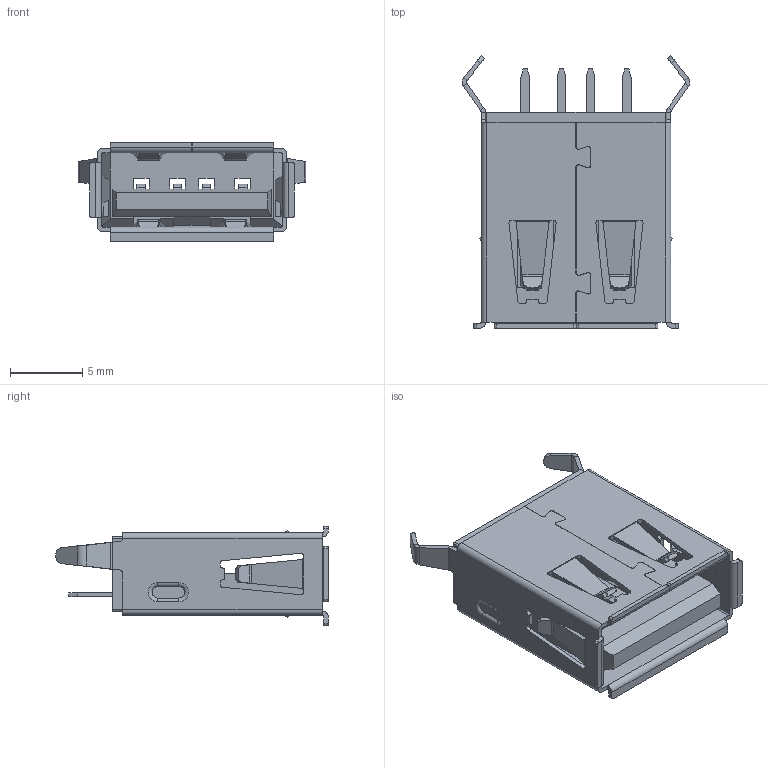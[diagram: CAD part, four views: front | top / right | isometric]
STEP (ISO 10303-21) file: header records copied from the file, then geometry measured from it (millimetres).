
FILE_DESCRIPTION(('STEP AP214'),'1');
FILE_NAME('71071438.stp','2018-08-02T07:54:23',('TraceParts'),('TraceParts S.A.'),'Spatial InterOp 3D',' ',' ');
FILE_SCHEMA(('automotive_design'));
Length unit declared in the file: millimetre
Products named in the file (6): 71071438_1; 71071438_2; 71071438_3; 71071438_4; 71071438_5; 71071438_6
Bounding box: 15.7 x 18.8 x 6.84 mm (x, y, z)
Volume: 511.3 mm3; surface area: 2080.2 mm2
Topology: 6 solids, 6 shells, 648 faces, 1745 edges, 1116 vertices
Faces by surface type: plane 404, cylinder 208, bspline 28, torus 8
Entity records: 25664 total; most frequent: CARTESIAN_POINT 4041, ORIENTED_EDGE 3490, DIRECTION 3307, EDGE_CURVE 1745, LINE 1299, VECTOR 1299, VERTEX_POINT 1116, AXIS2_PLACEMENT_3D 1004
